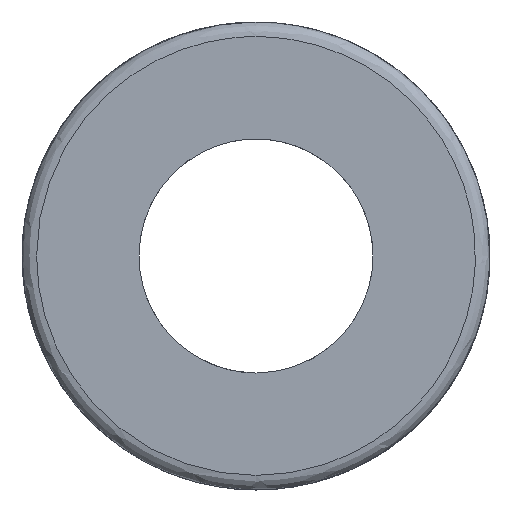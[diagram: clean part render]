
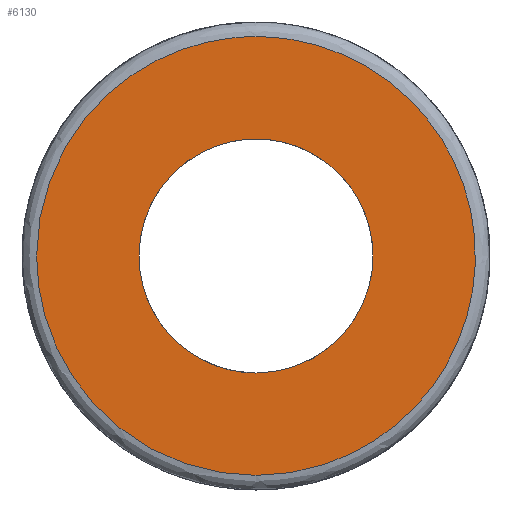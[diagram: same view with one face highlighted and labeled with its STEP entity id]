
A CAD part, left-side view. The second image highlights one B-rep face of the part: STEP entity #6130.
In plain terms, the highlighted free-form (B-spline) face has degree [1, 1] with [2, 2] control points.
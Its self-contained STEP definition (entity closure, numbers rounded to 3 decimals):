
#4970 = CARTESIAN_POINT ('', (0., 0., -4.));
#4980 = VERTEX_POINT ('', #4970);
#5040 = CARTESIAN_POINT ('', (0., -4., 0.));
#5050 = VERTEX_POINT ('', #5040);
#5060 = CARTESIAN_POINT ('', (0., 0., -4.));
#5070 = CARTESIAN_POINT ('', (0., -2., -4.));
#5080 = CARTESIAN_POINT ('', (0., -4., -2.667));
#5090 = CARTESIAN_POINT ('', (0., -4., 0.));
#5100 = (
   BOUNDED_CURVE ()
   B_SPLINE_CURVE (3, (#5060, #5070, #5080, #5090), .UNSPECIFIED., .F., .U.)
   B_SPLINE_CURVE_WITH_KNOTS ((4, 4), (0., 1.), .UNSPECIFIED.)
   CURVE ()
   GEOMETRIC_REPRESENTATION_ITEM ()
   RATIONAL_B_SPLINE_CURVE ((1., 0.667, 0.5, 0.5))
   REPRESENTATION_ITEM ('')
);
#5110 = EDGE_CURVE ('', #4980, #5050, #5100, .T.);
#5130 = CARTESIAN_POINT ('', (0., 4., 0.));
#5140 = VERTEX_POINT ('', #5130);
#5150 = CARTESIAN_POINT ('', (0., -4., 0.));
#5160 = CARTESIAN_POINT ('', (0., -4., 2.667));
#5170 = CARTESIAN_POINT ('', (0., -2., 4.));
#5180 = CARTESIAN_POINT ('', (0., 0., 4.));
#5190 = CARTESIAN_POINT ('', (0., 2., 4.));
#5200 = CARTESIAN_POINT ('', (0., 4., 2.667));
#5210 = CARTESIAN_POINT ('', (0., 4., 0.));
#5220 = (
   BOUNDED_CURVE ()
   B_SPLINE_CURVE (3, (#5150, #5160, #5170, #5180, #5190, #5200, #5210), .UNSPECIFIED., .F., .U.)
   B_SPLINE_CURVE_WITH_KNOTS ((4, 3, 4), (0., 0.5, 1.), .UNSPECIFIED.)
   CURVE ()
   GEOMETRIC_REPRESENTATION_ITEM ()
   RATIONAL_B_SPLINE_CURVE ((0.5, 0.5, 0.667, 1., 0.667, 0.5, 0.5))
   REPRESENTATION_ITEM ('')
);
#5230 = EDGE_CURVE ('', #5050, #5140, #5220, .T.);
#5250 = CARTESIAN_POINT ('', (0., 4., 0.));
#5260 = CARTESIAN_POINT ('', (0., 4., -2.667));
#5270 = CARTESIAN_POINT ('', (0., 2., -4.));
#5280 = CARTESIAN_POINT ('', (0., 0., -4.));
#5290 = (
   BOUNDED_CURVE ()
   B_SPLINE_CURVE (3, (#5250, #5260, #5270, #5280), .UNSPECIFIED., .F., .U.)
   B_SPLINE_CURVE_WITH_KNOTS ((4, 4), (0., 1.), .UNSPECIFIED.)
   CURVE ()
   GEOMETRIC_REPRESENTATION_ITEM ()
   RATIONAL_B_SPLINE_CURVE ((0.5, 0.5, 0.667, 1.))
   REPRESENTATION_ITEM ('')
);
#5300 = EDGE_CURVE ('', #5140, #4980, #5290, .T.);
#5530 = CARTESIAN_POINT ('', (0., 0., -7.5));
#5540 = VERTEX_POINT ('', #5530);
#5550 = CARTESIAN_POINT ('', (0., 0., 7.5));
#5560 = VERTEX_POINT ('', #5550);
#5570 = CARTESIAN_POINT ('', (0., 0., -7.5));
#5580 = CARTESIAN_POINT ('', (0., -0.985, -7.5));
#5590 = CARTESIAN_POINT ('', (0., -1.935, -7.312));
#5600 = CARTESIAN_POINT ('', (0., -2.85, -6.937));
#5610 = CARTESIAN_POINT ('', (0., -3.785, -6.554));
#5620 = CARTESIAN_POINT ('', (0., -4.611, -6.001));
#5630 = CARTESIAN_POINT ('', (0., -5.327, -5.279));
#5640 = CARTESIAN_POINT ('', (0., -6.01, -4.591));
#5650 = CARTESIAN_POINT ('', (0., -6.54, -3.797));
#5660 = CARTESIAN_POINT ('', (0., -6.918, -2.897));
#5670 = CARTESIAN_POINT ('', (0., -7.305, -1.974));
#5680 = CARTESIAN_POINT ('', (0., -7.499, -1.008));
#5690 = CARTESIAN_POINT ('', (0., -7.5, 0.));
#5700 = CARTESIAN_POINT ('', (0., -7.501, 1.001));
#5710 = CARTESIAN_POINT ('', (0., -7.307, 1.967));
#5720 = CARTESIAN_POINT ('', (0., -6.918, 2.897));
#5730 = CARTESIAN_POINT ('', (0., -6.544, 3.791));
#5740 = CARTESIAN_POINT ('', (0., -6.014, 4.585));
#5750 = CARTESIAN_POINT ('', (0., -5.327, 5.279));
#5760 = CARTESIAN_POINT ('', (0., -4.617, 5.997));
#5770 = CARTESIAN_POINT ('', (0., -3.791, 6.55));
#5780 = CARTESIAN_POINT ('', (0., -2.85, 6.937));
#5790 = CARTESIAN_POINT ('', (0., -1.939, 7.312));
#5800 = CARTESIAN_POINT ('', (0., -0.989, 7.5));
#5810 = CARTESIAN_POINT ('', (0., 0., 7.5));
#5820 = B_SPLINE_CURVE_WITH_KNOTS ('', 3, (#5570, #5580, #5590, #5600, #5610, #5620, #5630, #5640, #5650, #5660, #5670, #5680, #5690, #5700, #5710, #5720, #5730, #5740, #5750, #5760, #5770, #5780, #5790, #5800, #5810), .UNSPECIFIED., .F., .U., (4, 3, 3, 3, 3, 3, 3, 3, 4), (0., 0.125, 0.25, 0.375, 0.5, 0.625, 0.75, 0.875, 1.), .UNSPECIFIED.);
#5830 = EDGE_CURVE ('', #5540, #5560, #5820, .T.);
#5840 = ORIENTED_EDGE ('', *, *, #5830, .T.);
#5850 = CARTESIAN_POINT ('', (0., 7.5, 0.));
#5860 = VERTEX_POINT ('', #5850);
#5870 = CARTESIAN_POINT ('', (0., 7.5, 0.));
#5880 = CARTESIAN_POINT ('', (0., 7.5, 5.));
#5890 = CARTESIAN_POINT ('', (0., 3.75, 7.5));
#5900 = CARTESIAN_POINT ('', (0., 0., 7.5));
#5910 = (
   BOUNDED_CURVE ()
   B_SPLINE_CURVE (3, (#5870, #5880, #5890, #5900), .UNSPECIFIED., .F., .U.)
   B_SPLINE_CURVE_WITH_KNOTS ((4, 4), (0., 1.), .UNSPECIFIED.)
   CURVE ()
   GEOMETRIC_REPRESENTATION_ITEM ()
   RATIONAL_B_SPLINE_CURVE ((0.478, 0.478, 0.638, 0.957))
   REPRESENTATION_ITEM ('')
);
#5920 = EDGE_CURVE ('', #5860, #5560, #5910, .T.);
#5930 = ORIENTED_EDGE ('', *, *, #5920, .F.);
#5940 = CARTESIAN_POINT ('', (0., 0., -7.5));
#5950 = CARTESIAN_POINT ('', (0., 3.75, -7.5));
#5960 = CARTESIAN_POINT ('', (0., 7.5, -5.));
#5970 = CARTESIAN_POINT ('', (0., 7.5, 0.));
#5980 = (
   BOUNDED_CURVE ()
   B_SPLINE_CURVE (3, (#5940, #5950, #5960, #5970), .UNSPECIFIED., .F., .U.)
   B_SPLINE_CURVE_WITH_KNOTS ((4, 4), (0., 1.), .UNSPECIFIED.)
   CURVE ()
   GEOMETRIC_REPRESENTATION_ITEM ()
   RATIONAL_B_SPLINE_CURVE ((0.957, 0.638, 0.478, 0.478))
   REPRESENTATION_ITEM ('')
);
#5990 = EDGE_CURVE ('', #5540, #5860, #5980, .T.);
#6000 = ORIENTED_EDGE ('', *, *, #5990, .F.);
#6010 = EDGE_LOOP ('', (#5840, #5930, #6000));
#6020 = FACE_OUTER_BOUND ('', #6010, .T.);
#6030 = ORIENTED_EDGE ('', *, *, #5110, .F.);
#6040 = ORIENTED_EDGE ('', *, *, #5300, .F.);
#6050 = ORIENTED_EDGE ('', *, *, #5230, .F.);
#6060 = EDGE_LOOP ('', (#6030, #6040, #6050));
#6070 = FACE_BOUND ('', #6060, .T.);
#6080 = CARTESIAN_POINT ('', (0., -7.591, 7.59));
#6090 = CARTESIAN_POINT ('', (0., -7.591, -7.59));
#6100 = CARTESIAN_POINT ('', (0., 7.59, 7.59));
#6110 = CARTESIAN_POINT ('', (0., 7.59, -7.59));
#6120 = B_SPLINE_SURFACE_WITH_KNOTS ('', 1, 1, ((#6080, #6090), (#6100, #6110)), .UNSPECIFIED., .F., .F., .U., (2, 2), (2, 2), (0., 1.), (0., 1.), .UNSPECIFIED.);
#6130 = ADVANCED_FACE ('', (#6020, #6070), #6120, .T.);
